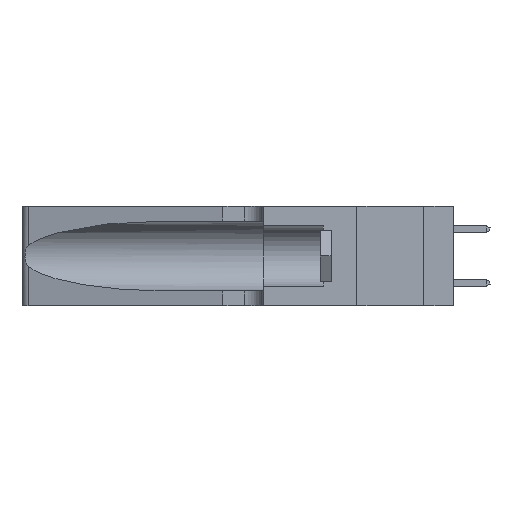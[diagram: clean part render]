
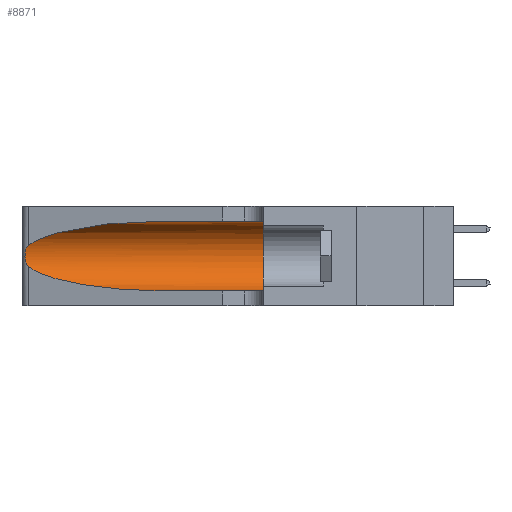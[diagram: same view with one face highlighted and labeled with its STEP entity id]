
A CAD part, left-side view. The second image highlights one B-rep face of the part: STEP entity #8871.
In plain terms, the highlighted cylindrical face has radius 3.308 mm (diameter 6.617 mm), a partial arc.
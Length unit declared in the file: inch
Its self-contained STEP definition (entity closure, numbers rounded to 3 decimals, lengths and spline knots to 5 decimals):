
#746 = VECTOR ( 'NONE', #36792, 39.37008 ) ;
#1258 = DIRECTION ( 'NONE',  ( 0., 0., -1. ) ) ;
#2404 = CARTESIAN_POINT ( 'NONE',  ( 0.25639, 1.23184, 0.21858 ) ) ;
#3539 = VERTEX_POINT ( 'NONE', #13290 ) ;
#4136 = VERTEX_POINT ( 'NONE', #7665 ) ;
#5764 = CARTESIAN_POINT ( 'NONE',  ( 0.25854, 1.2359, 0.20912 ) ) ;
#7665 = CARTESIAN_POINT ( 'NONE',  ( 0.1305, 0.72297, 0.05475 ) ) ;
#8871 = ADVANCED_FACE ( 'NONE', ( #33851 ), #32843, .F. ) ;
#9059 = CARTESIAN_POINT ( 'NONE',  ( 0.26075, 1.23896, 0.19203 ) ) ;
#9098 = EDGE_CURVE ( 'NONE', #3539, #18065, #28899, .T. ) ;
#9634 = CARTESIAN_POINT ( 'NONE',  ( 0.18966, 0.96281, 0.31525 ) ) ;
#10686 = CARTESIAN_POINT ( 'NONE',  ( 0.25487, 1.22718, 0.14631 ) ) ;
#11330 = EDGE_LOOP ( 'NONE', ( #27181, #37295, #23804, #27254, #32497, #11609 ) ) ;
#11609 = ORIENTED_EDGE ( 'NONE', *, *, #24572, .F. ) ;
#12331 = CARTESIAN_POINT ( 'NONE',  ( 0.26017, 1.23833, 0.17102 ) ) ;
#13290 = CARTESIAN_POINT ( 'NONE',  ( 0.25487, 1.22718, 0.22369 ) ) ;
#13658 = VERTEX_POINT ( 'NONE', #22499 ) ;
#13806 = CARTESIAN_POINT ( 'NONE',  ( 0.2373, 1.15595, 0.08982 ) ) ;
#15341 = CARTESIAN_POINT ( 'NONE',  ( 0.1305, 0.35, 0.185 ) ) ;
#15577 = CARTESIAN_POINT ( 'NONE',  ( 0.25789, 1.23486, 0.15765 ) ) ;
#16132 = CARTESIAN_POINT ( 'NONE',  ( 0.2373, 1.15595, 0.28018 ) ) ;
#16441 = CARTESIAN_POINT ( 'NONE',  ( 0.1305, 1.61858, 0.05475 ) ) ;
#17180 = CARTESIAN_POINT ( 'NONE',  ( 0.18966, 0.96281, 0.05475 ) ) ;
#17594 = EDGE_CURVE ( 'NONE', #37698, #3539, #40604, .T. ) ;
#17721 = DIRECTION ( 'NONE',  ( 0., -1., 0. ) ) ;
#18065 = VERTEX_POINT ( 'NONE', #24770 ) ;
#18586 = DIRECTION ( 'NONE',  ( 0., 0., 1. ) ) ;
#18832 = CARTESIAN_POINT ( 'NONE',  ( 0.25555, 1.22993, 0.14849 ) ) ;
#19197 = CARTESIAN_POINT ( 'NONE',  ( 0.1305, 0.35, 0.05475 ) ) ;
#21774 = EDGE_CURVE ( 'NONE', #18065, #4136, #33234, .T. ) ;
#21995 = CARTESIAN_POINT ( 'NONE',  ( 0.25487, 1.22718, 0.22369 ) ) ;
#22499 = CARTESIAN_POINT ( 'NONE',  ( 0.1305, 0.35, 0.31525 ) ) ;
#22710 = DIRECTION ( 'NONE',  ( 0., -1., 0. ) ) ;
#22856 = EDGE_CURVE ( 'NONE', #13658, #40457, #40783, .T. ) ;
#23476 = LINE ( 'NONE', #16441, #30950 ) ;
#23804 = ORIENTED_EDGE ( 'NONE', *, *, #21774, .T. ) ;
#24572 = EDGE_CURVE ( 'NONE', #37698, #13658, #26730, .T. ) ;
#24770 = CARTESIAN_POINT ( 'NONE',  ( 0.25487, 1.22718, 0.14631 ) ) ;
#25208 = CARTESIAN_POINT ( 'NONE',  ( 0.25787, 1.23484, 0.2124 ) ) ;
#25248 = CARTESIAN_POINT ( 'NONE',  ( 0.1305, 0.72297, 0.31525 ) ) ;
#26730 = LINE ( 'NONE', #30388, #746 ) ;
#26939 = AXIS2_PLACEMENT_3D ( 'NONE', #30353, #17721, #1258 ) ;
#27181 = ORIENTED_EDGE ( 'NONE', *, *, #17594, .T. ) ;
#27254 = ORIENTED_EDGE ( 'NONE', *, *, #37884, .T. ) ;
#28384 = CARTESIAN_POINT ( 'NONE',  ( 0.26018, 1.23835, 0.19895 ) ) ;
#28899 = B_SPLINE_CURVE_WITH_KNOTS ( 'NONE', 3,
 ( #21995, #41010, #2404, #25208, #5764, #28384, #9059, #31587, #12331, #34811, #15577, #37989, #18832, #41136 ),
 .UNSPECIFIED., .F., .F.,
 ( 4, 2, 2, 2, 2, 2, 4 ),
 ( 0., 0.00027, 0.00053, 0.00107, 0.0016, 0.00187, 0.00214 ),
 .UNSPECIFIED. ) ;
#30353 = CARTESIAN_POINT ( 'NONE',  ( 0.1305, 1.61858, 0.185 ) ) ;
#30388 = CARTESIAN_POINT ( 'NONE',  ( 0.1305, 1.61858, 0.31525 ) ) ;
#30950 = VECTOR ( 'NONE', #22710, 39.37008 ) ;
#31587 = CARTESIAN_POINT ( 'NONE',  ( 0.26075, 1.23896, 0.178 ) ) ;
#32143 = CARTESIAN_POINT ( 'NONE',  ( 0.1305, 0.72297, 0.31525 ) ) ;
#32497 = ORIENTED_EDGE ( 'NONE', *, *, #22856, .F. ) ;
#32843 = CYLINDRICAL_SURFACE ( 'NONE', #26939, 0.13025 ) ;
#33234 =( BOUNDED_CURVE ( )  B_SPLINE_CURVE ( 3, ( #10686, #13806, #17180, #39553 ),
 .UNSPECIFIED., .F., .F. ) 
 B_SPLINE_CURVE_WITH_KNOTS ( ( 4, 4 ),
 ( 3.44316, 4.71239 ),
 .UNSPECIFIED. ) 
 CURVE ( )  GEOMETRIC_REPRESENTATION_ITEM ( )  RATIONAL_B_SPLINE_CURVE ( ( 1., 0.87, 0.87, 1. ) ) 
 REPRESENTATION_ITEM ( '' )  );
#33851 = FACE_OUTER_BOUND ( 'NONE', #11330, .T. ) ;
#34744 = AXIS2_PLACEMENT_3D ( 'NONE', #15341, #37744, #18586 ) ;
#34811 = CARTESIAN_POINT ( 'NONE',  ( 0.25856, 1.23593, 0.16098 ) ) ;
#36792 = DIRECTION ( 'NONE',  ( 0., -1., 0. ) ) ;
#37295 = ORIENTED_EDGE ( 'NONE', *, *, #9098, .T. ) ;
#37698 = VERTEX_POINT ( 'NONE', #25248 ) ;
#37744 = DIRECTION ( 'NONE',  ( 0., 1., 0. ) ) ;
#37884 = EDGE_CURVE ( 'NONE', #4136, #40457, #23476, .T. ) ;
#37989 = CARTESIAN_POINT ( 'NONE',  ( 0.25639, 1.23186, 0.15144 ) ) ;
#38541 = CARTESIAN_POINT ( 'NONE',  ( 0.25487, 1.22718, 0.22369 ) ) ;
#39553 = CARTESIAN_POINT ( 'NONE',  ( 0.1305, 0.72297, 0.05475 ) ) ;
#40457 = VERTEX_POINT ( 'NONE', #19197 ) ;
#40604 =( BOUNDED_CURVE ( )  B_SPLINE_CURVE ( 3, ( #32143, #9634, #16132, #38541 ),
 .UNSPECIFIED., .F., .T. ) 
 B_SPLINE_CURVE_WITH_KNOTS ( ( 4, 4 ),
 ( 1.5708, 2.84003 ),
 .UNSPECIFIED. ) 
 CURVE ( )  GEOMETRIC_REPRESENTATION_ITEM ( )  RATIONAL_B_SPLINE_CURVE ( ( 1., 0.87, 0.87, 1. ) ) 
 REPRESENTATION_ITEM ( '' )  );
#40783 = CIRCLE ( 'NONE', #34744, 0.13025 ) ;
#41010 = CARTESIAN_POINT ( 'NONE',  ( 0.25555, 1.22994, 0.2215 ) ) ;
#41136 = CARTESIAN_POINT ( 'NONE',  ( 0.25487, 1.22718, 0.14631 ) ) ;
